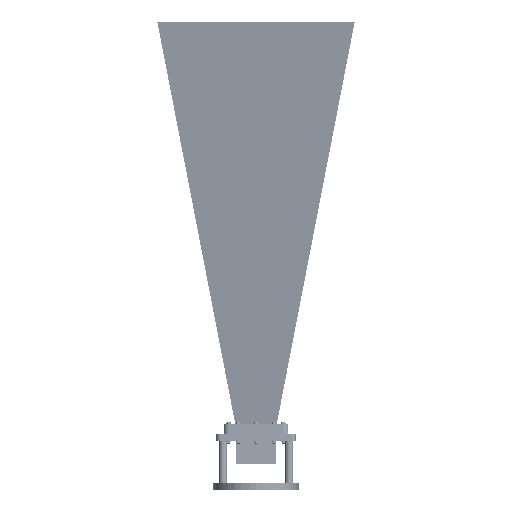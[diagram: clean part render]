
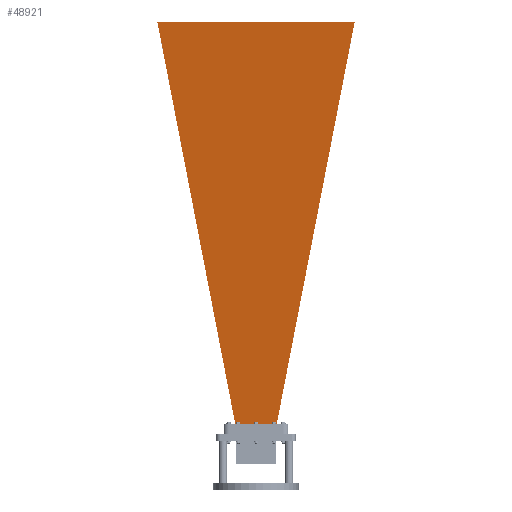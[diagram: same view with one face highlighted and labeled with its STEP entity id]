
A CAD part, top view. The second image highlights one B-rep face of the part: STEP entity #48921.
In plain terms, the highlighted face is planar.
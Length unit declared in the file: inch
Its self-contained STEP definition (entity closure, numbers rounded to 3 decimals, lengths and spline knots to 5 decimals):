
#907 = DIRECTION ( 'NONE',  ( -0.188, -0.144, 0.971 ) ) ;
#2115 = VECTOR ( 'NONE', #907, 39.37008 ) ;
#5235 = VERTEX_POINT ( 'NONE', #63457 ) ;
#7646 = LINE ( 'NONE', #67921, #2115 ) ;
#7850 = ORIENTED_EDGE ( 'NONE', *, *, #12735, .F. ) ;
#12735 = EDGE_CURVE ( 'NONE', #76253, #5235, #25193, .T. ) ;
#13001 = LINE ( 'NONE', #37390, #64546 ) ;
#18405 = CARTESIAN_POINT ( 'NONE',  ( 1.238, -0.6655, 0.25 ) ) ;
#18518 = DIRECTION ( 'NONE',  ( 0.188, -0.144, 0.971 ) ) ;
#23542 = CARTESIAN_POINT ( 'NONE',  ( -1.238, -0.6655, 0.25 ) ) ;
#25193 = LINE ( 'NONE', #61464, #47175 ) ;
#27737 = PLANE ( 'NONE',  #77743 ) ;
#30321 = DIRECTION ( 'NONE',  ( 1., 0., 0. ) ) ;
#31428 = ORIENTED_EDGE ( 'NONE', *, *, #64630, .F. ) ;
#32107 = ORIENTED_EDGE ( 'NONE', *, *, #74346, .T. ) ;
#35708 = EDGE_CURVE ( 'NONE', #36861, #76253, #7646, .T. ) ;
#36861 = VERTEX_POINT ( 'NONE', #64238 ) ;
#37390 = CARTESIAN_POINT ( 'NONE',  ( 1.238, -0.6655, 0.25 ) ) ;
#41451 = B_SPLINE_CURVE_WITH_KNOTS ( 'NONE', 3,
 ( #18405, #60536, #65707, #23542 ),
 .UNSPECIFIED., .F., .F.,
 ( 4, 4 ),
 ( 0., 1. ),
 .UNSPECIFIED. ) ;
#42342 = VERTEX_POINT ( 'NONE', #50567 ) ;
#47175 = VECTOR ( 'NONE', #30321, 39.37008 ) ;
#48921 = ADVANCED_FACE ( 'NONE', ( #70342 ), #27737, .F. ) ;
#50567 = CARTESIAN_POINT ( 'NONE',  ( 1.238, -0.6655, 0.25 ) ) ;
#51805 = CARTESIAN_POINT ( 'NONE',  ( 0., -0.61478, -0.09135 ) ) ;
#60536 = CARTESIAN_POINT ( 'NONE',  ( 0.41267, -0.6655, 0.25 ) ) ;
#61464 = CARTESIAN_POINT ( 'NONE',  ( -5.888, -4.22866, 24.231 ) ) ;
#61553 = EDGE_LOOP ( 'NONE', ( #32107, #7850, #72523, #31428 ) ) ;
#63066 = CARTESIAN_POINT ( 'NONE',  ( -5.88626, -4.22866, 24.231 ) ) ;
#63457 = CARTESIAN_POINT ( 'NONE',  ( 5.88626, -4.22866, 24.231 ) ) ;
#64238 = CARTESIAN_POINT ( 'NONE',  ( -1.238, -0.6655, 0.25 ) ) ;
#64438 = DIRECTION ( 'NONE',  ( 0., 0.989, 0.147 ) ) ;
#64546 = VECTOR ( 'NONE', #18518, 39.37008 ) ;
#64630 = EDGE_CURVE ( 'NONE', #42342, #36861, #41451, .T. ) ;
#65707 = CARTESIAN_POINT ( 'NONE',  ( -0.41267, -0.6655, 0.25 ) ) ;
#67921 = CARTESIAN_POINT ( 'NONE',  ( -1.238, -0.6655, 0.25 ) ) ;
#69956 = DIRECTION ( 'NONE',  ( 0., 0.147, -0.989 ) ) ;
#70342 = FACE_OUTER_BOUND ( 'NONE', #61553, .T. ) ;
#72523 = ORIENTED_EDGE ( 'NONE', *, *, #35708, .F. ) ;
#74346 = EDGE_CURVE ( 'NONE', #42342, #5235, #13001, .T. ) ;
#76253 = VERTEX_POINT ( 'NONE', #63066 ) ;
#77743 = AXIS2_PLACEMENT_3D ( 'NONE', #51805, #64438, #69956 ) ;
